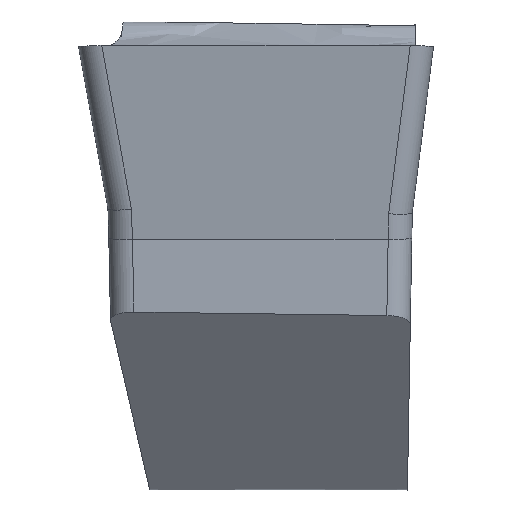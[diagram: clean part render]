
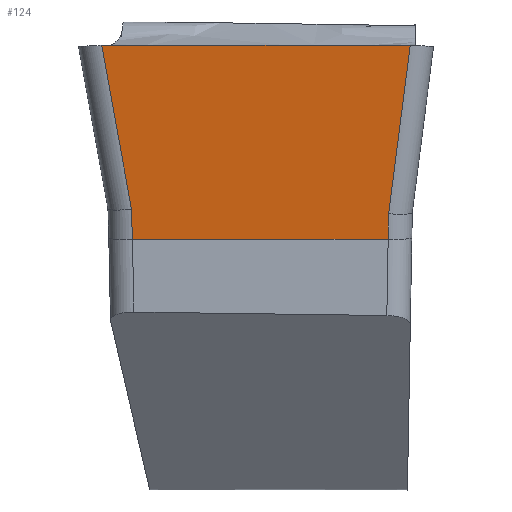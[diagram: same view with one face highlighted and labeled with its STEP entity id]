
A CAD part, front view. The second image highlights one B-rep face of the part: STEP entity #124.
In plain terms, the highlighted planar face has unit normal (0, -0.993, -0.122).
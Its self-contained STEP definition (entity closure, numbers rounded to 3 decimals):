
#46=ELLIPSE('',#471,3.828,0.4);
#47=ELLIPSE('',#472,3.827,0.4);
#61=PLANE('',#473);
#77=LINE('',#3213,#103);
#84=LINE('',#3266,#110);
#85=LINE('',#3280,#111);
#86=LINE('',#3282,#112);
#87=LINE('',#3287,#113);
#103=VECTOR('',#520,1.);
#110=VECTOR('',#539,1.);
#111=VECTOR('',#540,1.);
#112=VECTOR('',#541,1.);
#113=VECTOR('',#546,1.);
#124=ADVANCED_FACE('',(#149),#61,.F.);
#149=FACE_OUTER_BOUND('',#171,.T.);
#171=EDGE_LOOP('',(#237,#238,#239,#240,#241,#242,#243,#244));
#237=ORIENTED_EDGE('',*,*,#381,.T.);
#238=ORIENTED_EDGE('',*,*,#382,.F.);
#239=ORIENTED_EDGE('',*,*,#383,.T.);
#240=ORIENTED_EDGE('',*,*,#384,.T.);
#241=ORIENTED_EDGE('',*,*,#385,.T.);
#242=ORIENTED_EDGE('',*,*,#370,.T.);
#243=ORIENTED_EDGE('',*,*,#386,.T.);
#244=ORIENTED_EDGE('',*,*,#387,.T.);
#327=VERTEX_POINT('',#3214);
#328=VERTEX_POINT('',#3215);
#334=VERTEX_POINT('',#3267);
#335=VERTEX_POINT('',#3268);
#336=VERTEX_POINT('',#3279);
#337=VERTEX_POINT('',#3281);
#338=VERTEX_POINT('',#3283);
#339=VERTEX_POINT('',#3286);
#370=EDGE_CURVE('',#327,#328,#77,.T.);
#381=EDGE_CURVE('',#334,#335,#84,.T.);
#382=EDGE_CURVE('',#336,#335,#418,.T.);
#383=EDGE_CURVE('',#336,#337,#85,.T.);
#384=EDGE_CURVE('',#337,#338,#86,.T.);
#385=EDGE_CURVE('',#338,#327,#46,.T.);
#386=EDGE_CURVE('',#328,#339,#47,.T.);
#387=EDGE_CURVE('',#339,#334,#87,.T.);
#418=B_SPLINE_CURVE_WITH_KNOTS('',3,(#3269,#3270,#3271,#3272,#3273,#3274,
#3275,#3276,#3277,#3278),.UNSPECIFIED.,.F.,.F.,(4,3,3,4),(0.,0.295,
0.685,1.),.UNSPECIFIED.);
#471=AXIS2_PLACEMENT_3D('',#3284,#542,#543);
#472=AXIS2_PLACEMENT_3D('',#3285,#544,#545);
#473=AXIS2_PLACEMENT_3D('',#3288,#547,#548);
#520=DIRECTION('',(1.,0.,0.));
#539=DIRECTION('',(0.126,-0.121,0.985));
#540=DIRECTION('',(0.178,0.12,-0.977));
#541=DIRECTION('',(0.028,0.122,-0.992));
#542=DIRECTION('',(0.,0.993,0.122));
#543=DIRECTION('',(0.021,0.122,-0.992));
#544=DIRECTION('',(0.,0.993,0.122));
#545=DIRECTION('',(0.018,-0.122,0.992));
#546=DIRECTION('',(0.017,-0.122,0.992));
#547=DIRECTION('',(0.,0.993,0.122));
#548=DIRECTION('',(0.,-0.122,0.993));
#3213=CARTESIAN_POINT('',(2.724,-5.85,-3.258));
#3214=CARTESIAN_POINT('',(-2.091,-5.85,-3.258));
#3215=CARTESIAN_POINT('',(2.236,-5.85,-3.258));
#3266=CARTESIAN_POINT('',(2.233,-5.892,-2.916));
#3267=CARTESIAN_POINT('',(2.244,-5.903,-2.827));
#3268=CARTESIAN_POINT('',(2.609,-6.252,0.02));
#3269=CARTESIAN_POINT('',(-2.61,-6.252,0.02));
#3270=CARTESIAN_POINT('',(-2.096,-6.252,0.02));
#3271=CARTESIAN_POINT('',(-1.583,-6.252,0.02));
#3272=CARTESIAN_POINT('',(-1.07,-6.252,0.02));
#3273=CARTESIAN_POINT('',(-0.392,-6.252,0.02));
#3274=CARTESIAN_POINT('',(0.286,-6.252,0.02));
#3275=CARTESIAN_POINT('',(0.963,-6.252,0.02));
#3276=CARTESIAN_POINT('',(1.512,-6.252,0.02));
#3277=CARTESIAN_POINT('',(2.061,-6.252,0.02));
#3278=CARTESIAN_POINT('',(2.609,-6.252,0.02));
#3279=CARTESIAN_POINT('',(-2.61,-6.252,0.02));
#3280=CARTESIAN_POINT('',(-2.623,-6.261,0.092));
#3281=CARTESIAN_POINT('',(-2.106,-5.912,-2.749));
#3282=CARTESIAN_POINT('',(-2.109,-5.925,-2.645));
#3283=CARTESIAN_POINT('',(-2.092,-5.85,-3.258));
#3284=CARTESIAN_POINT('',(-2.012,-5.384,-7.056));
#3285=CARTESIAN_POINT('',(2.169,-5.384,-7.056));
#3286=CARTESIAN_POINT('',(2.236,-5.85,-3.258));
#3287=CARTESIAN_POINT('',(2.293,-6.251,0.007));
#3288=CARTESIAN_POINT('',(2.724,-6.25,0.));
